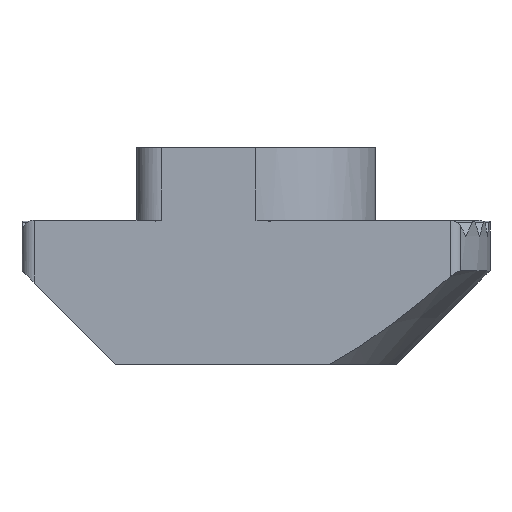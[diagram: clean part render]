
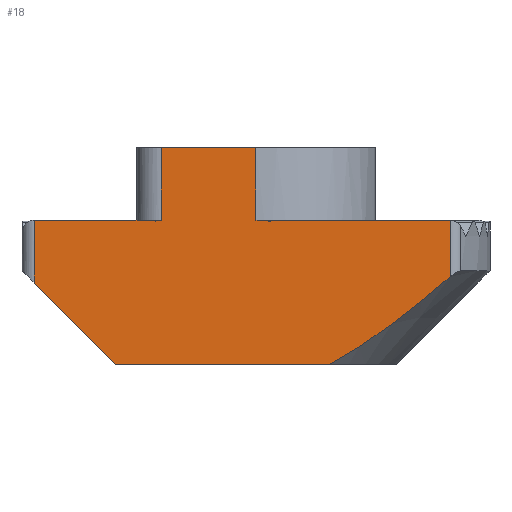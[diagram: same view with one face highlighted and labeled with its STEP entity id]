
A CAD part, front view. The second image highlights one B-rep face of the part: STEP entity #18.
In plain terms, the highlighted planar face has unit normal (0, -1, 0).
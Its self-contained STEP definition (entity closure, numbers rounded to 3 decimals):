
#18 = ADVANCED_FACE ( 'NONE', ( #885 ), #2279, .F. ) ;
#43 = CARTESIAN_POINT ( 'NONE',  ( 7.879, -4.85, 3.552 ) ) ;
#47 = ORIENTED_EDGE ( 'NONE', *, *, #2413, .T. ) ;
#97 = ORIENTED_EDGE ( 'NONE', *, *, #1438, .T. ) ;
#102 = ORIENTED_EDGE ( 'NONE', *, *, #520, .T. ) ;
#119 = ORIENTED_EDGE ( 'NONE', *, *, #1902, .T. ) ;
#130 = B_SPLINE_CURVE_WITH_KNOTS ( 'NONE', 3,
 ( #1688, #393, #761, #2072, #947, #2267, #1138, #43 ),
 .UNSPECIFIED., .F., .F.,
 ( 4, 2, 2, 4 ),
 ( 0., 0.002, 0.003, 0.006 ),
 .UNSPECIFIED. ) ;
#193 = EDGE_CURVE ( 'NONE', #1480, #1061, #1353, .T. ) ;
#228 = LINE ( 'NONE', #2409, #2144 ) ;
#350 = CARTESIAN_POINT ( 'NONE',  ( 0., -4.85, 8.8 ) ) ;
#393 = CARTESIAN_POINT ( 'NONE',  ( 3.445, -4.85, 0.237 ) ) ;
#434 = VERTEX_POINT ( 'NONE', #1214 ) ;
#511 = DIRECTION ( 'NONE',  ( 0., 0., -1. ) ) ;
#520 = EDGE_CURVE ( 'NONE', #434, #607, #2211, .T. ) ;
#522 = VERTEX_POINT ( 'NONE', #870 ) ;
#531 = CARTESIAN_POINT ( 'NONE',  ( 0., -4.85, 5.85 ) ) ;
#532 = DIRECTION ( 'NONE',  ( 0.707, 0., -0.707 ) ) ;
#564 = LINE ( 'NONE', #2316, #935 ) ;
#566 = DIRECTION ( 'NONE',  ( -1., 0., 0. ) ) ;
#607 = VERTEX_POINT ( 'NONE', #531 ) ;
#610 = VERTEX_POINT ( 'NONE', #902 ) ;
#692 = DIRECTION ( 'NONE',  ( -1., 0., 0. ) ) ;
#716 = CARTESIAN_POINT ( 'NONE',  ( -9., -4.85, 5.85 ) ) ;
#736 = EDGE_CURVE ( 'NONE', #522, #610, #909, .T. ) ;
#761 = CARTESIAN_POINT ( 'NONE',  ( 3.876, -4.85, 0.5 ) ) ;
#819 = VECTOR ( 'NONE', #532, 1000. ) ;
#856 = CARTESIAN_POINT ( 'NONE',  ( 7.879, -4.85, 3.552 ) ) ;
#870 = CARTESIAN_POINT ( 'NONE',  ( -5.7, -4.85, 0. ) ) ;
#873 = LINE ( 'NONE', #1270, #819 ) ;
#883 = CARTESIAN_POINT ( 'NONE',  ( 7.879, -4.85, 5.9 ) ) ;
#885 = FACE_OUTER_BOUND ( 'NONE', #2324, .T. ) ;
#902 = CARTESIAN_POINT ( 'NONE',  ( 2.995, -4.85, 0. ) ) ;
#909 = LINE ( 'NONE', #2135, #1293 ) ;
#935 = VECTOR ( 'NONE', #989, 1000. ) ;
#941 = LINE ( 'NONE', #883, #1931 ) ;
#947 = CARTESIAN_POINT ( 'NONE',  ( 5.125, -4.85, 1.351 ) ) ;
#965 = DIRECTION ( 'NONE',  ( 0., 0., 1. ) ) ;
#989 = DIRECTION ( 'NONE',  ( -1., 0., 0. ) ) ;
#1061 = VERTEX_POINT ( 'NONE', #1754 ) ;
#1096 = ORIENTED_EDGE ( 'NONE', *, *, #2251, .T. ) ;
#1138 = CARTESIAN_POINT ( 'NONE',  ( 7.111, -4.85, 2.898 ) ) ;
#1178 = ORIENTED_EDGE ( 'NONE', *, *, #1631, .T. ) ;
#1189 = DIRECTION ( 'NONE',  ( 1., 0., 0. ) ) ;
#1199 = VECTOR ( 'NONE', #692, 1000. ) ;
#1204 = ORIENTED_EDGE ( 'NONE', *, *, #193, .T. ) ;
#1212 = VERTEX_POINT ( 'NONE', #1451 ) ;
#1214 = CARTESIAN_POINT ( 'NONE',  ( 7.879, -4.85, 5.85 ) ) ;
#1270 = CARTESIAN_POINT ( 'NONE',  ( -9.5, -4.85, 3.8 ) ) ;
#1293 = VECTOR ( 'NONE', #1189, 1000. ) ;
#1301 = CARTESIAN_POINT ( 'NONE',  ( 0., -4.85, 8.8 ) ) ;
#1353 = LINE ( 'NONE', #2193, #2303 ) ;
#1389 = VERTEX_POINT ( 'NONE', #856 ) ;
#1420 = AXIS2_PLACEMENT_3D ( 'NONE', #1894, #2090, #965 ) ;
#1438 = EDGE_CURVE ( 'NONE', #1389, #434, #941, .T. ) ;
#1451 = CARTESIAN_POINT ( 'NONE',  ( -3.85, -4.85, 8.8 ) ) ;
#1460 = DIRECTION ( 'NONE',  ( 0., 0., -1. ) ) ;
#1461 = DIRECTION ( 'NONE',  ( 0., 0., -1. ) ) ;
#1473 = EDGE_CURVE ( 'NONE', #1212, #2132, #228, .T. ) ;
#1480 = VERTEX_POINT ( 'NONE', #716 ) ;
#1631 = EDGE_CURVE ( 'NONE', #1855, #1212, #2296, .T. ) ;
#1688 = CARTESIAN_POINT ( 'NONE',  ( 2.995, -4.85, 0. ) ) ;
#1754 = CARTESIAN_POINT ( 'NONE',  ( -9., -4.85, 3.3 ) ) ;
#1769 = VECTOR ( 'NONE', #566, 1000. ) ;
#1801 = VECTOR ( 'NONE', #1461, 1000. ) ;
#1855 = VERTEX_POINT ( 'NONE', #2322 ) ;
#1887 = ORIENTED_EDGE ( 'NONE', *, *, #1473, .T. ) ;
#1891 = EDGE_CURVE ( 'NONE', #1855, #607, #2321, .T. ) ;
#1894 = CARTESIAN_POINT ( 'NONE',  ( -9.5, -4.85, 5.9 ) ) ;
#1902 = EDGE_CURVE ( 'NONE', #1061, #522, #873, .T. ) ;
#1931 = VECTOR ( 'NONE', #2205, 1000. ) ;
#1982 = ORIENTED_EDGE ( 'NONE', *, *, #736, .T. ) ;
#1998 = CARTESIAN_POINT ( 'NONE',  ( -9.5, -4.85, 5.85 ) ) ;
#2072 = CARTESIAN_POINT ( 'NONE',  ( 4.716, -4.85, 1.057 ) ) ;
#2090 = DIRECTION ( 'NONE',  ( 0., 1., 0. ) ) ;
#2132 = VERTEX_POINT ( 'NONE', #2304 ) ;
#2135 = CARTESIAN_POINT ( 'NONE',  ( -9.5, -4.85, 0. ) ) ;
#2144 = VECTOR ( 'NONE', #1460, 1000. ) ;
#2193 = CARTESIAN_POINT ( 'NONE',  ( -9., -4.85, 5.9 ) ) ;
#2205 = DIRECTION ( 'NONE',  ( 0., 0., 1. ) ) ;
#2211 = LINE ( 'NONE', #1998, #1199 ) ;
#2251 = EDGE_CURVE ( 'NONE', #610, #1389, #130, .T. ) ;
#2267 = CARTESIAN_POINT ( 'NONE',  ( 6.332, -4.85, 2.258 ) ) ;
#2279 = PLANE ( 'NONE',  #1420 ) ;
#2296 = LINE ( 'NONE', #1301, #1769 ) ;
#2303 = VECTOR ( 'NONE', #511, 1000. ) ;
#2304 = CARTESIAN_POINT ( 'NONE',  ( -3.85, -4.85, 5.85 ) ) ;
#2316 = CARTESIAN_POINT ( 'NONE',  ( -9.5, -4.85, 5.85 ) ) ;
#2321 = LINE ( 'NONE', #350, #1801 ) ;
#2322 = CARTESIAN_POINT ( 'NONE',  ( 0., -4.85, 8.8 ) ) ;
#2324 = EDGE_LOOP ( 'NONE', ( #1178, #1887, #47, #1204, #119, #1982, #1096, #97, #102, #2347 ) ) ;
#2347 = ORIENTED_EDGE ( 'NONE', *, *, #1891, .F. ) ;
#2409 = CARTESIAN_POINT ( 'NONE',  ( -3.85, -4.85, 5.85 ) ) ;
#2413 = EDGE_CURVE ( 'NONE', #2132, #1480, #564, .T. ) ;
